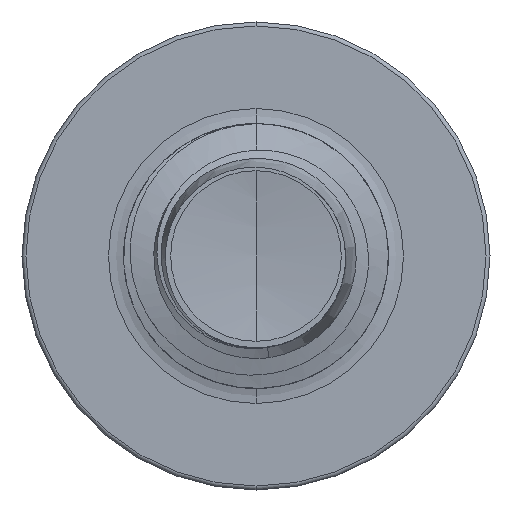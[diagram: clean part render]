
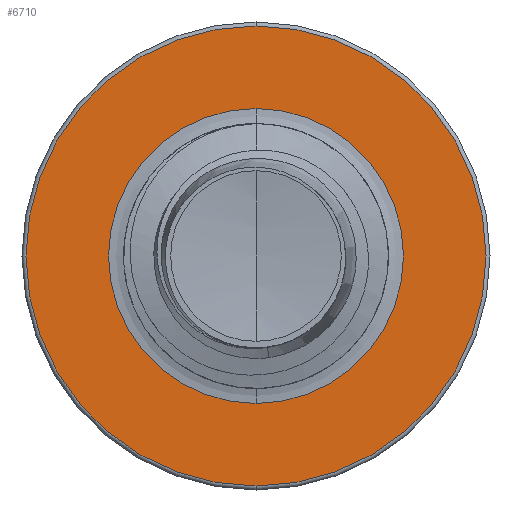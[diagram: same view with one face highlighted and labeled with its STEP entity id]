
A CAD part, front view. The second image highlights one B-rep face of the part: STEP entity #6710.
In plain terms, the highlighted planar face has unit normal (0, -1, 0).
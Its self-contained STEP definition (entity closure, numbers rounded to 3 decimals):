
#330 = CARTESIAN_POINT ( 'NONE',  ( 0., 6., 0. ) ) ;
#1065 = AXIS2_PLACEMENT_3D ( 'NONE', #5437, #2800, #2862 ) ;
#1162 = CIRCLE ( 'NONE', #1065, 1.67 ) ;
#1430 = ORIENTED_EDGE ( 'NONE', *, *, #9054, .F. ) ;
#1985 = DIRECTION ( 'NONE',  ( 0., 0., 1. ) ) ;
#2452 = PLANE ( 'NONE',  #7773 ) ;
#2800 = DIRECTION ( 'NONE',  ( 0., 1., 0. ) ) ;
#2862 = DIRECTION ( 'NONE',  ( 0., 0., 1. ) ) ;
#3132 = AXIS2_PLACEMENT_3D ( 'NONE', #17689, #8877, #19158 ) ;
#3188 = ORIENTED_EDGE ( 'NONE', *, *, #18295, .T. ) ;
#3321 = VERTEX_POINT ( 'NONE', #11685 ) ;
#3494 = EDGE_CURVE ( 'NONE', #3321, #15136, #1162, .T. ) ;
#4087 = DIRECTION ( 'NONE',  ( 0., 0., 1. ) ) ;
#4851 = DIRECTION ( 'NONE',  ( 0., 1., 0. ) ) ;
#5437 = CARTESIAN_POINT ( 'NONE',  ( 0., 6., 0. ) ) ;
#6052 = EDGE_LOOP ( 'NONE', ( #10703, #1430 ) ) ;
#6710 = ADVANCED_FACE ( 'NONE', ( #15849, #7134 ), #2452, .F. ) ;
#7134 = FACE_BOUND ( 'NONE', #12255, .T. ) ;
#7628 = ORIENTED_EDGE ( 'NONE', *, *, #3494, .T. ) ;
#7773 = AXIS2_PLACEMENT_3D ( 'NONE', #11650, #13141, #4087 ) ;
#8877 = DIRECTION ( 'NONE',  ( 0., 1., 0. ) ) ;
#8979 = AXIS2_PLACEMENT_3D ( 'NONE', #330, #11224, #1985 ) ;
#9054 = EDGE_CURVE ( 'NONE', #18135, #11724, #17445, .T. ) ;
#10703 = ORIENTED_EDGE ( 'NONE', *, *, #19025, .F. ) ;
#11224 = DIRECTION ( 'NONE',  ( 0., 1., 0. ) ) ;
#11650 = CARTESIAN_POINT ( 'NONE',  ( 0., 6., -1.67 ) ) ;
#11664 = CARTESIAN_POINT ( 'NONE',  ( 0., 6., -2.605 ) ) ;
#11685 = CARTESIAN_POINT ( 'NONE',  ( 0., 6., -1.67 ) ) ;
#11724 = VERTEX_POINT ( 'NONE', #13535 ) ;
#12130 = CIRCLE ( 'NONE', #3132, 1.67 ) ;
#12255 = EDGE_LOOP ( 'NONE', ( #3188, #7628 ) ) ;
#13141 = DIRECTION ( 'NONE',  ( 0., 1., 0. ) ) ;
#13332 = AXIS2_PLACEMENT_3D ( 'NONE', #13783, #4851, #15273 ) ;
#13535 = CARTESIAN_POINT ( 'NONE',  ( 0., 6., 2.605 ) ) ;
#13690 = CIRCLE ( 'NONE', #13332, 2.605 ) ;
#13783 = CARTESIAN_POINT ( 'NONE',  ( 0., 6., 0. ) ) ;
#14797 = CARTESIAN_POINT ( 'NONE',  ( 0., 6., 1.67 ) ) ;
#15136 = VERTEX_POINT ( 'NONE', #14797 ) ;
#15273 = DIRECTION ( 'NONE',  ( 0., 0., 1. ) ) ;
#15849 = FACE_OUTER_BOUND ( 'NONE', #6052, .T. ) ;
#17445 = CIRCLE ( 'NONE', #8979, 2.605 ) ;
#17689 = CARTESIAN_POINT ( 'NONE',  ( 0., 6., 0. ) ) ;
#18135 = VERTEX_POINT ( 'NONE', #11664 ) ;
#18295 = EDGE_CURVE ( 'NONE', #15136, #3321, #12130, .T. ) ;
#19025 = EDGE_CURVE ( 'NONE', #11724, #18135, #13690, .T. ) ;
#19158 = DIRECTION ( 'NONE',  ( 0., 0., 1. ) ) ;
